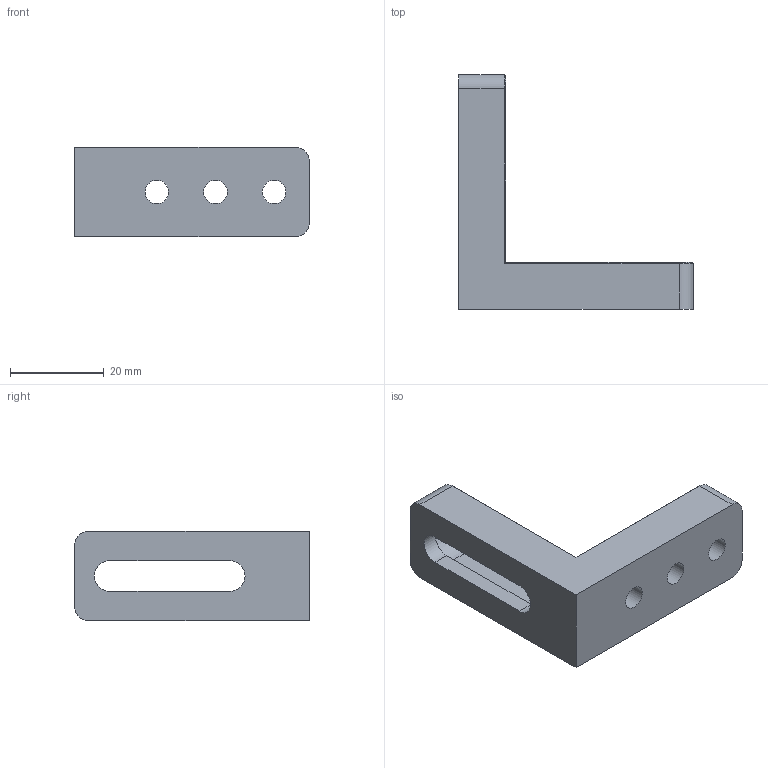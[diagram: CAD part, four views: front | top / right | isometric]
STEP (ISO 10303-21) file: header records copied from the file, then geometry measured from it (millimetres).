
FILE_DESCRIPTION (( 'STEP AP203' ), '1' );
FILE_NAME ('50-19-50-L盓殤A.STEP', '2025-05-19T03:04:31', ( 'Windows User' ), ( 'P R C' ), 'SwSTEP 2.0', 'SolidWorks 2020', '' );
FILE_SCHEMA (( 'CONFIG_CONTROL_DESIGN' ));
Length unit declared in the file: millimetre
Products named in the file (1): 50-19-50-L盓殤A
Bounding box: 50 x 50 x 19 mm (x, y, z)
Volume: 13268.3 mm3; surface area: 6234.5 mm2
Topology: 1 solids, 1 shells, 41 faces, 97 edges, 59 vertices
Faces by surface type: plane 21, cylinder 11, cone 9
Full cylindrical faces by diameter (mm): 5 x3
Entity records: 1229 total; most frequent: DIRECTION 206, CARTESIAN_POINT 192, ORIENTED_EDGE 182, EDGE_CURVE 91, AXIS2_PLACEMENT_3D 73, VECTOR 60, LINE 60, VERTEX_POINT 59
